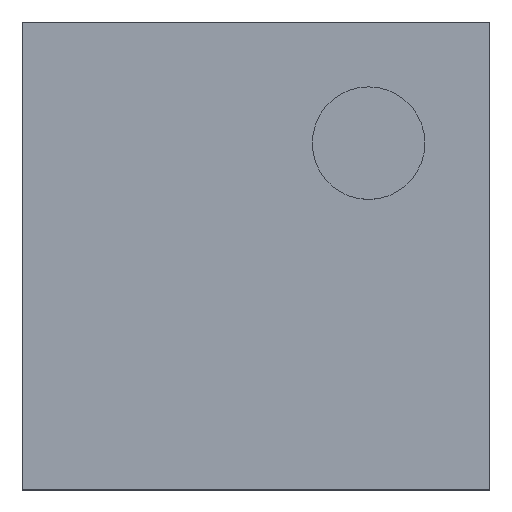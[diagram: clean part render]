
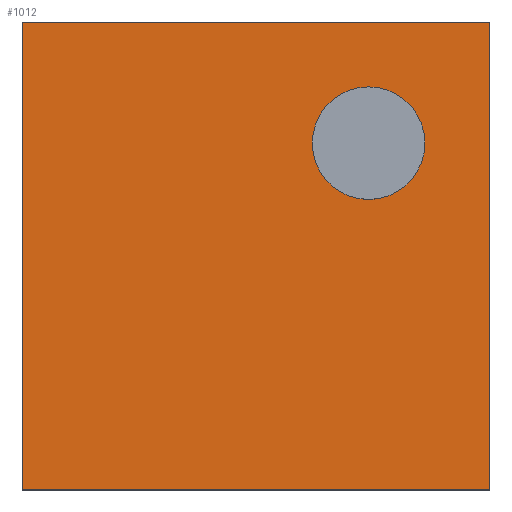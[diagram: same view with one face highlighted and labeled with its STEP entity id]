
A CAD part, top view. The second image highlights one B-rep face of the part: STEP entity #1012.
In plain terms, the highlighted planar face has unit normal (0, 0, 1).
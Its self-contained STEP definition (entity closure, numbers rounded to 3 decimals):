
#9 = AXIS2_PLACEMENT_3D ( 'NONE', #256, #796, #653 ) ;
#43 = ORIENTED_EDGE ( 'NONE', *, *, #1700, .F. ) ;
#159 = VECTOR ( 'NONE', #632, 1000. ) ;
#201 = VERTEX_POINT ( 'NONE', #566 ) ;
#212 = DIRECTION ( 'NONE',  ( -1., 0., 0. ) ) ;
#233 = LINE ( 'NONE', #630, #886 ) ;
#256 = CARTESIAN_POINT ( 'NONE',  ( 0.25, 0.25, 0.54 ) ) ;
#468 = VERTEX_POINT ( 'NONE', #1360 ) ;
#502 = CARTESIAN_POINT ( 'NONE',  ( -0.519, -0.519, 0.54 ) ) ;
#536 = CIRCLE ( 'NONE', #9, 0.125 ) ;
#566 = CARTESIAN_POINT ( 'NONE',  ( 0.125, 0.25, 0.54 ) ) ;
#575 = CARTESIAN_POINT ( 'NONE',  ( 0.25, 0.25, 0.54 ) ) ;
#576 = ORIENTED_EDGE ( 'NONE', *, *, #1065, .F. ) ;
#585 = CIRCLE ( 'NONE', #1588, 0.125 ) ;
#619 = LINE ( 'NONE', #896, #779 ) ;
#622 = VERTEX_POINT ( 'NONE', #502 ) ;
#630 = CARTESIAN_POINT ( 'NONE',  ( -0.345, 0.519, 0.54 ) ) ;
#632 = DIRECTION ( 'NONE',  ( 0., -1., 0. ) ) ;
#653 = DIRECTION ( 'NONE',  ( -1., 0., 0. ) ) ;
#669 = EDGE_CURVE ( 'NONE', #622, #1550, #917, .T. ) ;
#698 = EDGE_LOOP ( 'NONE', ( #1216, #1437 ) ) ;
#703 = DIRECTION ( 'NONE',  ( 0., 0., -1. ) ) ;
#761 = CARTESIAN_POINT ( 'NONE',  ( 0., 0., 0.54 ) ) ;
#774 = DIRECTION ( 'NONE',  ( 1., 0., 0. ) ) ;
#779 = VECTOR ( 'NONE', #905, 1000. ) ;
#796 = DIRECTION ( 'NONE',  ( 0., 0., -1. ) ) ;
#817 = CARTESIAN_POINT ( 'NONE',  ( 0.519, 0.519, 0.54 ) ) ;
#835 = EDGE_CURVE ( 'NONE', #468, #201, #536, .T. ) ;
#849 = FACE_BOUND ( 'NONE', #698, .T. ) ;
#851 = ORIENTED_EDGE ( 'NONE', *, *, #1115, .F. ) ;
#862 = VECTOR ( 'NONE', #1294, 1000. ) ;
#887 = PLANE ( 'NONE',  #971 ) ;
#886 = VECTOR ( 'NONE', #774, 1000. ) ;
#896 = CARTESIAN_POINT ( 'NONE',  ( -0.345, -0.519, 0.54 ) ) ;
#905 = DIRECTION ( 'NONE',  ( -1., 0., 0. ) ) ;
#917 = LINE ( 'NONE', #1169, #862 ) ;
#971 = AXIS2_PLACEMENT_3D ( 'NONE', #761, #1728, #212 ) ;
#982 = ORIENTED_EDGE ( 'NONE', *, *, #669, .F. ) ;
#1012 = ADVANCED_FACE ( 'NONE', ( #849, #1434 ), #887, .F. ) ;
#1032 = CARTESIAN_POINT ( 'NONE',  ( -0.519, 0.519, 0.54 ) ) ;
#1065 = EDGE_CURVE ( 'NONE', #1401, #622, #619, .T. ) ;
#1115 = EDGE_CURVE ( 'NONE', #1550, #1276, #233, .T. ) ;
#1169 = CARTESIAN_POINT ( 'NONE',  ( -0.519, 0.345, 0.54 ) ) ;
#1216 = ORIENTED_EDGE ( 'NONE', *, *, #1373, .T. ) ;
#1243 = CARTESIAN_POINT ( 'NONE',  ( 0.519, -0.519, 0.54 ) ) ;
#1276 = VERTEX_POINT ( 'NONE', #817 ) ;
#1294 = DIRECTION ( 'NONE',  ( 0., 1., 0. ) ) ;
#1360 = CARTESIAN_POINT ( 'NONE',  ( 0.375, 0.25, 0.54 ) ) ;
#1373 = EDGE_CURVE ( 'NONE', #201, #468, #585, .T. ) ;
#1396 = EDGE_LOOP ( 'NONE', ( #43, #851, #982, #576 ) ) ;
#1401 = VERTEX_POINT ( 'NONE', #1243 ) ;
#1434 = FACE_OUTER_BOUND ( 'NONE', #1396, .T. ) ;
#1435 = LINE ( 'NONE', #1708, #159 ) ;
#1437 = ORIENTED_EDGE ( 'NONE', *, *, #835, .T. ) ;
#1550 = VERTEX_POINT ( 'NONE', #1032 ) ;
#1588 = AXIS2_PLACEMENT_3D ( 'NONE', #575, #703, #1659 ) ;
#1659 = DIRECTION ( 'NONE',  ( -1., 0., 0. ) ) ;
#1700 = EDGE_CURVE ( 'NONE', #1276, #1401, #1435, .T. ) ;
#1708 = CARTESIAN_POINT ( 'NONE',  ( 0.519, 0.345, 0.54 ) ) ;
#1728 = DIRECTION ( 'NONE',  ( 0., 0., -1. ) ) ;
